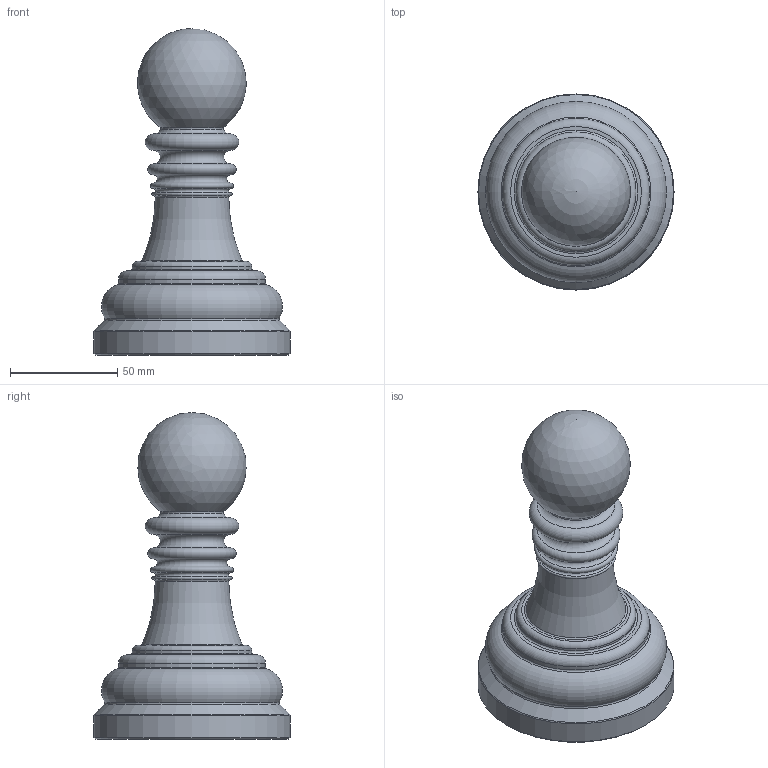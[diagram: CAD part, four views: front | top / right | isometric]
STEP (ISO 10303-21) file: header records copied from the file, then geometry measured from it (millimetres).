
FILE_DESCRIPTION(/* description */ (''),/* implementation_level */ '2;1');
FILE_NAME(/* name */ 'Pawn Target v6.step',/* time_stamp */ '2019-12-02T16:13:04-05:00',/* author */ (''),/* organization */ (''),/* preprocessor_version */ 'ST-DEVELOPER v18',/* originating_system */ 'Autodesk Translation Framework v8.12.0.6',/* authorisation */ '');
FILE_SCHEMA (('AUTOMOTIVE_DESIGN { 1 0 10303 214 3 1 1 }'));
Length unit declared in the file: inch
Products named in the file (1): Pawn Target
Bounding box: 91.44 x 91.44 x 152.4 mm (x, y, z)
Volume: 355920.9 mm3; surface area: 40906.2 mm2
Topology: 1 solids, 1 shells, 46 faces, 124 edges, 81 vertices
Faces by surface type: torus 19, cylinder 12, cone 11, plane 3, sphere 1
Full cylindrical faces by diameter (mm): 5.116 x9, 55.88 x1, 68.58 x1, 91.44 x1
Entity records: 1491 total; most frequent: DIRECTION 299, CARTESIAN_POINT 242, ORIENTED_EDGE 228, AXIS2_PLACEMENT_3D 138, EDGE_CURVE 114, CIRCLE 91, VERTEX_POINT 81, EDGE_LOOP 57
